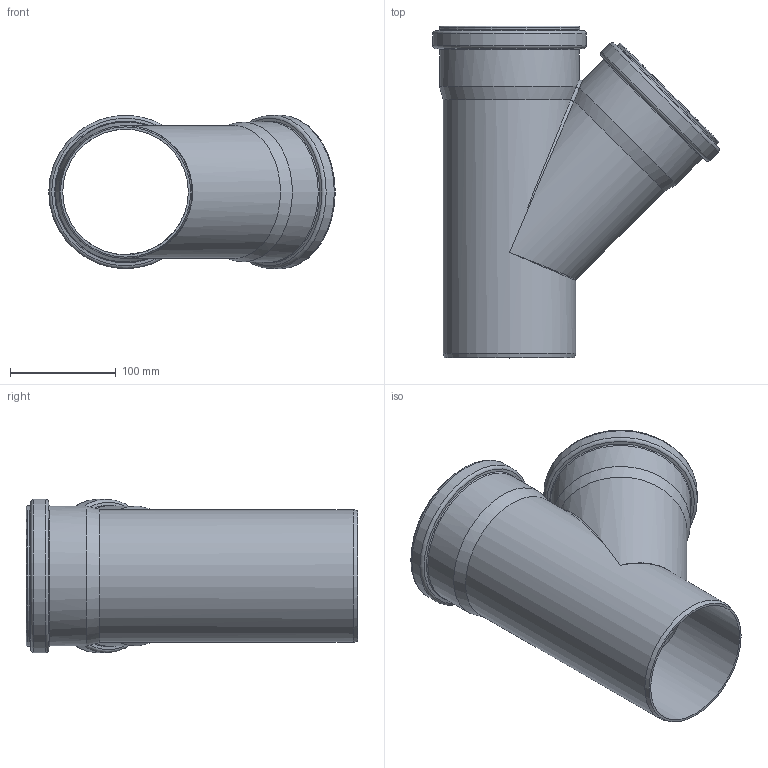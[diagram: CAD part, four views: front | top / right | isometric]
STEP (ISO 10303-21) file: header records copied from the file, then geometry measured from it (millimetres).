
FILE_DESCRIPTION(/* description */ (''),/* implementation_level */ '2;1');
FILE_NAME(/* name */ '176200 HTsafeEA DN_OD 125_125_45°.stp',/* time_stamp */ '2017-03-13T12:14:22+01:00',/* author */ ('user1'),/* organization */ (''),/* preprocessor_version */ 'ST-DEVELOPER v16.1',/* originating_system */ 'Autodesk Inventor 2016',/* authorisation */ '');
FILE_SCHEMA (('AUTOMOTIVE_DESIGN { 1 0 10303 214 3 1 1 }'));
Length unit declared in the file: millimetre
Products named in the file (1): 176200 HTsafeEA DN_OD 125_125_45°
Bounding box: 270.22 x 313 x 144.8 mm (x, y, z)
Volume: 559477.5 mm3; surface area: 344903.6 mm2
Topology: 1 solids, 1 shells, 62 faces, 139 edges, 76 vertices
Faces by surface type: torus 20, cylinder 18, cone 13, bspline 6, plane 5
Full cylindrical faces by diameter (mm): 118.5 x1, 125.3 x1, 126 x2, 126.2 x4, 132 x2, 132.2 x2, 138.8 x2, 144.8 x2
Entity records: 1769 total; most frequent: CARTESIAN_POINT 614, DIRECTION 248, ORIENTED_EDGE 166, AXIS2_PLACEMENT_3D 124, EDGE_LOOP 114, EDGE_CURVE 83, VERTEX_POINT 71, FACE_OUTER_BOUND 62
